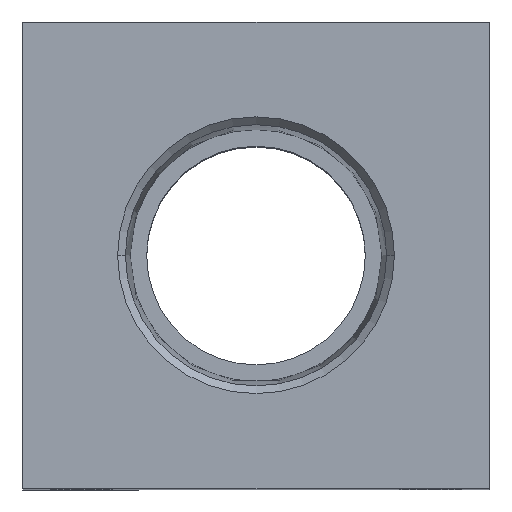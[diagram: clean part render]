
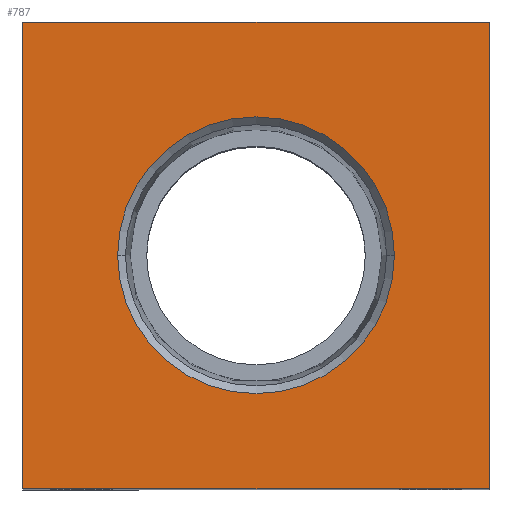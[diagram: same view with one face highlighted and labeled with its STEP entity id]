
A CAD part, top view. The second image highlights one B-rep face of the part: STEP entity #787.
In plain terms, the highlighted planar face has unit normal (0, 0, 1).
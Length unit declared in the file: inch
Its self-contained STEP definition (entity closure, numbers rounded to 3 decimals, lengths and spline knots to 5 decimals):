
#28 = EDGE_LOOP ( 'NONE', ( #1822, #137 ) ) ;
#42 = CARTESIAN_POINT ( 'NONE',  ( 0.75, 0.75, 1.375 ) ) ;
#54 = VERTEX_POINT ( 'NONE', #1697 ) ;
#74 = CIRCLE ( 'NONE', #207, 0.44487 ) ;
#137 = ORIENTED_EDGE ( 'NONE', *, *, #1218, .F. ) ;
#157 = VECTOR ( 'NONE', #1585, 39.37008 ) ;
#158 = LINE ( 'NONE', #1752, #1862 ) ;
#207 = AXIS2_PLACEMENT_3D ( 'NONE', #2024, #1083, #1300 ) ;
#220 = VERTEX_POINT ( 'NONE', #1317 ) ;
#229 = ORIENTED_EDGE ( 'NONE', *, *, #777, .T. ) ;
#316 = DIRECTION ( 'NONE',  ( 0., 1., 0. ) ) ;
#355 = VERTEX_POINT ( 'NONE', #684 ) ;
#406 = ORIENTED_EDGE ( 'NONE', *, *, #2066, .T. ) ;
#426 = CIRCLE ( 'NONE', #1290, 0.44487 ) ;
#513 = ORIENTED_EDGE ( 'NONE', *, *, #1391, .T. ) ;
#568 = EDGE_CURVE ( 'NONE', #355, #220, #74, .T. ) ;
#569 = DIRECTION ( 'NONE',  ( 1., 0., 0. ) ) ;
#590 = DIRECTION ( 'NONE',  ( 0., 0., 1. ) ) ;
#620 = CARTESIAN_POINT ( 'NONE',  ( 0., 0., 1.375 ) ) ;
#673 = FACE_BOUND ( 'NONE', #28, .T. ) ;
#684 = CARTESIAN_POINT ( 'NONE',  ( 0.44487, 0., 1.375 ) ) ;
#777 = EDGE_CURVE ( 'NONE', #1893, #1433, #158, .T. ) ;
#787 = ADVANCED_FACE ( 'NONE', ( #673, #1913 ), #1917, .T. ) ;
#833 = VERTEX_POINT ( 'NONE', #2044 ) ;
#975 = CARTESIAN_POINT ( 'NONE',  ( -0.75, 0.75, 1.375 ) ) ;
#986 = AXIS2_PLACEMENT_3D ( 'NONE', #1627, #1921, #1924 ) ;
#1003 = CARTESIAN_POINT ( 'NONE',  ( 0.75, -0.75, 1.375 ) ) ;
#1083 = DIRECTION ( 'NONE',  ( 0., 0., 1. ) ) ;
#1177 = ORIENTED_EDGE ( 'NONE', *, *, #1557, .T. ) ;
#1218 = EDGE_CURVE ( 'NONE', #220, #355, #426, .T. ) ;
#1273 = VECTOR ( 'NONE', #1981, 39.37008 ) ;
#1290 = AXIS2_PLACEMENT_3D ( 'NONE', #620, #590, #569 ) ;
#1300 = DIRECTION ( 'NONE',  ( 1., 0., 0. ) ) ;
#1317 = CARTESIAN_POINT ( 'NONE',  ( -0.44487, 0., 1.375 ) ) ;
#1342 = EDGE_LOOP ( 'NONE', ( #1177, #513, #406, #229 ) ) ;
#1391 = EDGE_CURVE ( 'NONE', #833, #54, #1944, .T. ) ;
#1426 = VECTOR ( 'NONE', #316, 39.37008 ) ;
#1433 = VERTEX_POINT ( 'NONE', #975 ) ;
#1557 = EDGE_CURVE ( 'NONE', #1433, #833, #1671, .T. ) ;
#1585 = DIRECTION ( 'NONE',  ( 1., 0., 0. ) ) ;
#1605 = CARTESIAN_POINT ( 'NONE',  ( 0.75, -0.75, 1.375 ) ) ;
#1627 = CARTESIAN_POINT ( 'NONE',  ( 0., 0., 1.375 ) ) ;
#1671 = LINE ( 'NONE', #2018, #1273 ) ;
#1697 = CARTESIAN_POINT ( 'NONE',  ( 0.75, -0.75, 1.375 ) ) ;
#1752 = CARTESIAN_POINT ( 'NONE',  ( 0.75, 0.75, 1.375 ) ) ;
#1764 = DIRECTION ( 'NONE',  ( -1., 0., 0. ) ) ;
#1822 = ORIENTED_EDGE ( 'NONE', *, *, #568, .F. ) ;
#1859 = LINE ( 'NONE', #1003, #1426 ) ;
#1862 = VECTOR ( 'NONE', #1764, 39.37008 ) ;
#1893 = VERTEX_POINT ( 'NONE', #42 ) ;
#1913 = FACE_OUTER_BOUND ( 'NONE', #1342, .T. ) ;
#1917 = PLANE ( 'NONE',  #986 ) ;
#1921 = DIRECTION ( 'NONE',  ( 0., 0., 1. ) ) ;
#1924 = DIRECTION ( 'NONE',  ( 1., 0., 0. ) ) ;
#1944 = LINE ( 'NONE', #1605, #157 ) ;
#1981 = DIRECTION ( 'NONE',  ( 0., -1., 0. ) ) ;
#2018 = CARTESIAN_POINT ( 'NONE',  ( -0.75, -0.75, 1.375 ) ) ;
#2024 = CARTESIAN_POINT ( 'NONE',  ( 0., 0., 1.375 ) ) ;
#2044 = CARTESIAN_POINT ( 'NONE',  ( -0.75, -0.75, 1.375 ) ) ;
#2066 = EDGE_CURVE ( 'NONE', #54, #1893, #1859, .T. ) ;
